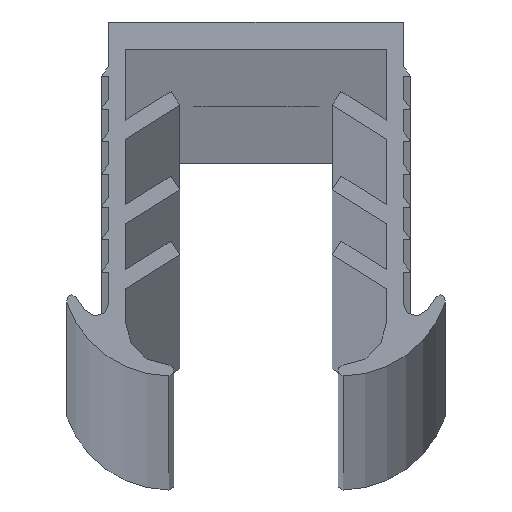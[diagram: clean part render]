
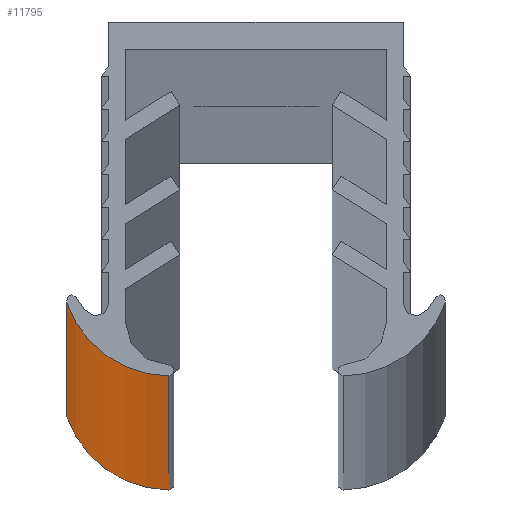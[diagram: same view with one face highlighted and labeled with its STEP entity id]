
A CAD part, top view. The second image highlights one B-rep face of the part: STEP entity #11795.
In plain terms, the highlighted cylindrical face has radius 10 mm (diameter 20 mm), a partial arc.
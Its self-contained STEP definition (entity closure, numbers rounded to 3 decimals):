
#350 = CIRCLE ( 'NONE', #12876, 10. ) ;
#386 = CARTESIAN_POINT ( 'NONE',  ( -7.92, -22.5, 3000. ) ) ;
#699 = ORIENTED_EDGE ( 'NONE', *, *, #15364, .F. ) ;
#985 = EDGE_CURVE ( 'NONE', #7805, #2125, #5047, .T. ) ;
#2125 = VERTEX_POINT ( 'NONE', #8651 ) ;
#2364 = AXIS2_PLACEMENT_3D ( 'NONE', #18709, #8611, #13087 ) ;
#2639 = CARTESIAN_POINT ( 'NONE',  ( -7.92, -22.5, 3000. ) ) ;
#3584 = CARTESIAN_POINT ( 'NONE',  ( -17.388, -25.717, 3000. ) ) ;
#3743 = AXIS2_PLACEMENT_3D ( 'NONE', #2639, #8360, #14213 ) ;
#4725 = DIRECTION ( 'NONE',  ( 0., 0., 1. ) ) ;
#4912 = DIRECTION ( 'NONE',  ( 0., 0., -1. ) ) ;
#4924 = DIRECTION ( 'NONE',  ( 1., 0., 0. ) ) ;
#5047 = CIRCLE ( 'NONE', #2364, 10. ) ;
#5330 = LINE ( 'NONE', #3584, #18134 ) ;
#5486 = FACE_OUTER_BOUND ( 'NONE', #10567, .T. ) ;
#6195 = VERTEX_POINT ( 'NONE', #6761 ) ;
#6761 = CARTESIAN_POINT ( 'NONE',  ( -8.004, -32.5, 3000. ) ) ;
#7121 = CARTESIAN_POINT ( 'NONE',  ( -17.388, -25.717, 3000. ) ) ;
#7328 = CYLINDRICAL_SURFACE ( 'NONE', #3743, 10. ) ;
#7332 = ORIENTED_EDGE ( 'NONE', *, *, #8982, .T. ) ;
#7680 = CARTESIAN_POINT ( 'NONE',  ( -8.004, -32.5, 3000. ) ) ;
#7805 = VERTEX_POINT ( 'NONE', #16833 ) ;
#8179 = VERTEX_POINT ( 'NONE', #7121 ) ;
#8360 = DIRECTION ( 'NONE',  ( 0., 0., -1. ) ) ;
#8611 = DIRECTION ( 'NONE',  ( 0., 0., 1. ) ) ;
#8651 = CARTESIAN_POINT ( 'NONE',  ( -8.004, -32.5, -3000. ) ) ;
#8873 = ORIENTED_EDGE ( 'NONE', *, *, #18831, .F. ) ;
#8982 = EDGE_CURVE ( 'NONE', #8179, #7805, #5330, .T. ) ;
#9321 = VECTOR ( 'NONE', #4912, 1000. ) ;
#10567 = EDGE_LOOP ( 'NONE', ( #14571, #8873, #699, #7332 ) ) ;
#10857 = DIRECTION ( 'NONE',  ( 0., 0., -1. ) ) ;
#11795 = ADVANCED_FACE ( 'NONE', ( #5486 ), #7328, .T. ) ;
#12876 = AXIS2_PLACEMENT_3D ( 'NONE', #386, #4725, #4924 ) ;
#13087 = DIRECTION ( 'NONE',  ( 1., 0., 0. ) ) ;
#14213 = DIRECTION ( 'NONE',  ( -1., 0., 0. ) ) ;
#14571 = ORIENTED_EDGE ( 'NONE', *, *, #985, .T. ) ;
#15364 = EDGE_CURVE ( 'NONE', #8179, #6195, #350, .T. ) ;
#16833 = CARTESIAN_POINT ( 'NONE',  ( -17.388, -25.717, -3000. ) ) ;
#18134 = VECTOR ( 'NONE', #10857, 1000. ) ;
#18709 = CARTESIAN_POINT ( 'NONE',  ( -7.92, -22.5, -3000. ) ) ;
#18831 = EDGE_CURVE ( 'NONE', #6195, #2125, #18925, .T. ) ;
#18925 = LINE ( 'NONE', #7680, #9321 ) ;
